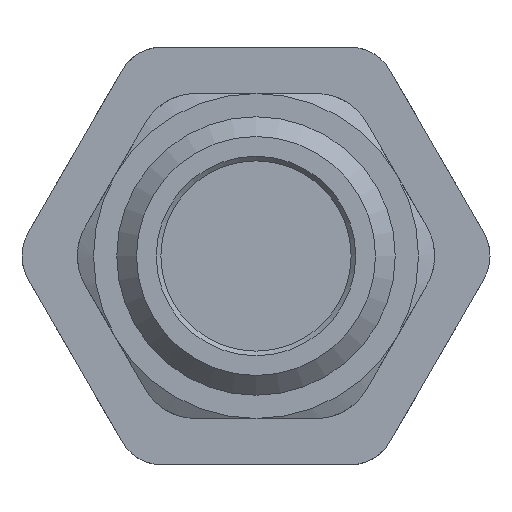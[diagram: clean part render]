
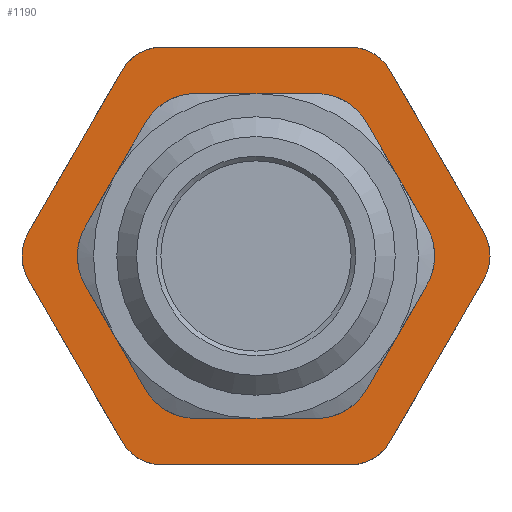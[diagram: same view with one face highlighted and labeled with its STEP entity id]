
A CAD part, front view. The second image highlights one B-rep face of the part: STEP entity #1190.
In plain terms, the highlighted planar face has unit normal (0, -1, 0).
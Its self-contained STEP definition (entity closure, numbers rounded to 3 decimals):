
#36=LINE('',#2024,#95);
#37=LINE('',#2028,#96);
#38=LINE('',#2032,#97);
#39=LINE('',#2036,#98);
#40=LINE('',#2040,#99);
#41=LINE('',#2044,#100);
#95=VECTOR('',#1502,10.);
#96=VECTOR('',#1505,10.);
#97=VECTOR('',#1508,10.);
#98=VECTOR('',#1511,10.);
#99=VECTOR('',#1514,10.);
#100=VECTOR('',#1517,10.);
#162=FACE_BOUND('',#288,.T.);
#173=PLANE('',#1312);
#212=FACE_OUTER_BOUND('',#287,.T.);
#287=EDGE_LOOP('',(#845,#846,#847,#848,#849,#850,#851,#852,#853,#854,#855,
#856));
#288=EDGE_LOOP('',(#857));
#436=CIRCLE('',#1313,2.);
#437=CIRCLE('',#1314,2.);
#438=CIRCLE('',#1315,2.);
#439=CIRCLE('',#1316,2.);
#440=CIRCLE('',#1317,2.);
#441=CIRCLE('',#1318,2.);
#442=CIRCLE('',#1319,6.806);
#523=VERTEX_POINT('',#2022);
#524=VERTEX_POINT('',#2023);
#525=VERTEX_POINT('',#2025);
#526=VERTEX_POINT('',#2027);
#527=VERTEX_POINT('',#2029);
#528=VERTEX_POINT('',#2031);
#529=VERTEX_POINT('',#2033);
#530=VERTEX_POINT('',#2035);
#531=VERTEX_POINT('',#2037);
#532=VERTEX_POINT('',#2039);
#533=VERTEX_POINT('',#2041);
#534=VERTEX_POINT('',#2043);
#535=VERTEX_POINT('',#2046);
#648=EDGE_CURVE('',#523,#524,#36,.T.);
#649=EDGE_CURVE('',#525,#524,#436,.T.);
#650=EDGE_CURVE('',#525,#526,#37,.T.);
#651=EDGE_CURVE('',#527,#526,#437,.T.);
#652=EDGE_CURVE('',#527,#528,#38,.T.);
#653=EDGE_CURVE('',#529,#528,#438,.T.);
#654=EDGE_CURVE('',#529,#530,#39,.T.);
#655=EDGE_CURVE('',#531,#530,#439,.T.);
#656=EDGE_CURVE('',#531,#532,#40,.T.);
#657=EDGE_CURVE('',#533,#532,#440,.T.);
#658=EDGE_CURVE('',#533,#534,#41,.T.);
#659=EDGE_CURVE('',#523,#534,#441,.T.);
#660=EDGE_CURVE('',#535,#535,#442,.T.);
#845=ORIENTED_EDGE('',*,*,#648,.T.);
#846=ORIENTED_EDGE('',*,*,#649,.F.);
#847=ORIENTED_EDGE('',*,*,#650,.T.);
#848=ORIENTED_EDGE('',*,*,#651,.F.);
#849=ORIENTED_EDGE('',*,*,#652,.T.);
#850=ORIENTED_EDGE('',*,*,#653,.F.);
#851=ORIENTED_EDGE('',*,*,#654,.T.);
#852=ORIENTED_EDGE('',*,*,#655,.F.);
#853=ORIENTED_EDGE('',*,*,#656,.T.);
#854=ORIENTED_EDGE('',*,*,#657,.F.);
#855=ORIENTED_EDGE('',*,*,#658,.T.);
#856=ORIENTED_EDGE('',*,*,#659,.F.);
#857=ORIENTED_EDGE('',*,*,#660,.T.);
#1190=ADVANCED_FACE('',(#212,#162),#173,.F.);
#1312=AXIS2_PLACEMENT_3D('',#2021,#1500,#1501);
#1313=AXIS2_PLACEMENT_3D('',#2026,#1503,#1504);
#1314=AXIS2_PLACEMENT_3D('',#2030,#1506,#1507);
#1315=AXIS2_PLACEMENT_3D('',#2034,#1509,#1510);
#1316=AXIS2_PLACEMENT_3D('',#2038,#1512,#1513);
#1317=AXIS2_PLACEMENT_3D('',#2042,#1515,#1516);
#1318=AXIS2_PLACEMENT_3D('',#2045,#1518,#1519);
#1319=AXIS2_PLACEMENT_3D('',#2047,#1520,#1521);
#1500=DIRECTION('center_axis',(0.,1.,0.));
#1501=DIRECTION('ref_axis',(0.,0.,1.));
#1502=DIRECTION('',(-0.5,0.,-0.866));
#1503=DIRECTION('center_axis',(0.,1.,0.));
#1504=DIRECTION('ref_axis',(-1.,0.,0.));
#1505=DIRECTION('',(0.5,0.,-0.866));
#1506=DIRECTION('center_axis',(0.,1.,0.));
#1507=DIRECTION('ref_axis',(-0.5,0.,-0.866));
#1508=DIRECTION('',(1.,0.,0.));
#1509=DIRECTION('center_axis',(0.,1.,0.));
#1510=DIRECTION('ref_axis',(0.5,0.,-0.866));
#1511=DIRECTION('',(0.5,0.,0.866));
#1512=DIRECTION('center_axis',(0.,1.,0.));
#1513=DIRECTION('ref_axis',(1.,0.,0.));
#1514=DIRECTION('',(-0.5,0.,0.866));
#1515=DIRECTION('center_axis',(0.,1.,0.));
#1516=DIRECTION('ref_axis',(0.5,0.,0.866));
#1517=DIRECTION('',(-1.,0.,0.));
#1518=DIRECTION('center_axis',(0.,1.,0.));
#1519=DIRECTION('ref_axis',(-0.5,0.,0.866));
#1520=DIRECTION('center_axis',(0.,1.,0.));
#1521=DIRECTION('ref_axis',(0.,0.,-1.));
#2021=CARTESIAN_POINT('Origin',(-3.557,-2.304,0.));
#2022=CARTESIAN_POINT('',(-9.331,-2.304,8.));
#2023=CARTESIAN_POINT('',(-13.372,-2.304,1.));
#2024=CARTESIAN_POINT('',(-11.587,-2.304,4.092));
#2025=CARTESIAN_POINT('',(-13.372,-2.304,-1.));
#2026=CARTESIAN_POINT('Origin',(-11.64,-2.304,0.));
#2027=CARTESIAN_POINT('',(-9.331,-2.304,-8.));
#2028=CARTESIAN_POINT('',(-14.185,-2.304,0.407));
#2029=CARTESIAN_POINT('',(-7.599,-2.304,-9.));
#2030=CARTESIAN_POINT('Origin',(-7.599,-2.304,-7.));
#2031=CARTESIAN_POINT('',(0.484,-2.304,-9.));
#2032=CARTESIAN_POINT('',(-12.293,-2.304,-9.));
#2033=CARTESIAN_POINT('',(2.216,-2.304,-8.));
#2034=CARTESIAN_POINT('Origin',(0.484,-2.304,-7.));
#2035=CARTESIAN_POINT('',(6.258,-2.304,-1.));
#2036=CARTESIAN_POINT('',(1.404,-2.304,-9.408));
#2037=CARTESIAN_POINT('',(6.258,-2.304,1.));
#2038=CARTESIAN_POINT('Origin',(4.526,-2.304,0.));
#2039=CARTESIAN_POINT('',(2.216,-2.304,8.));
#2040=CARTESIAN_POINT('',(4.002,-2.304,4.907));
#2041=CARTESIAN_POINT('',(0.484,-2.304,9.));
#2042=CARTESIAN_POINT('Origin',(0.484,-2.304,7.));
#2043=CARTESIAN_POINT('',(-7.599,-2.304,9.));
#2044=CARTESIAN_POINT('',(-7.097,-2.304,9.));
#2045=CARTESIAN_POINT('Origin',(-7.599,-2.304,7.));
#2046=CARTESIAN_POINT('',(-3.557,-2.304,6.806));
#2047=CARTESIAN_POINT('Origin',(-3.557,-2.304,0.));
